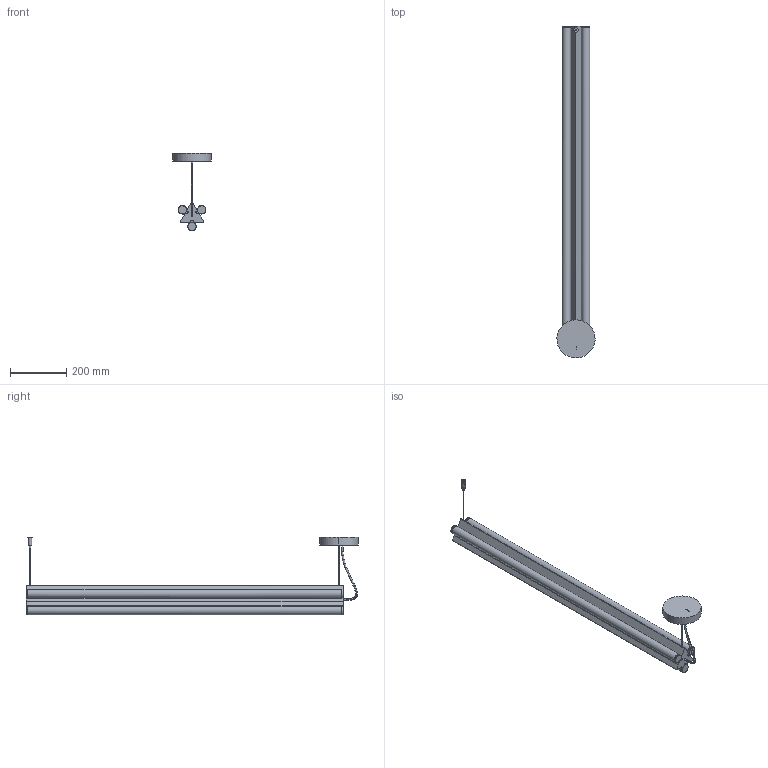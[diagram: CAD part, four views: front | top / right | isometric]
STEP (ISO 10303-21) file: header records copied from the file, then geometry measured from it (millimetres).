
FILE_DESCRIPTION(/* description */ (''),/* implementation_level */ '2;1');
FILE_NAME(/* name */ 'DREISPITZ120 SOSP 3 EM. DIFF',/* time_stamp */ '2025-04-17T15:22:25+02:00',/* author */ (''),/* organization */ (''),/* preprocessor_version */ 'ST-DEVELOPER v16.5',/* originating_system */ 'Rhino 7.37',/* authorisation */ '');
FILE_SCHEMA (('AUTOMOTIVE_DESIGN'));
Length unit declared in the file: millimetre
Products named in the file (1): Document
Bounding box: 136.11 x 1184.24 x 276.36 mm (x, y, z)
Volume: 2650807.5 mm3; surface area: 787475.2 mm2
Topology: 12 solids, 19 shells, 364 faces, 850 edges, 523 vertices
Faces by surface type: bspline 237, cylinder 76, plane 51
Entity records: 20477 total; most frequent: CARTESIAN_POINT 15581, ORIENTED_EDGE 1685, EDGE_CURVE 850, VERTEX_POINT 523, EDGE_LOOP 376, ADVANCED_FACE 364, FACE_OUTER_BOUND 364, DIRECTION 133
